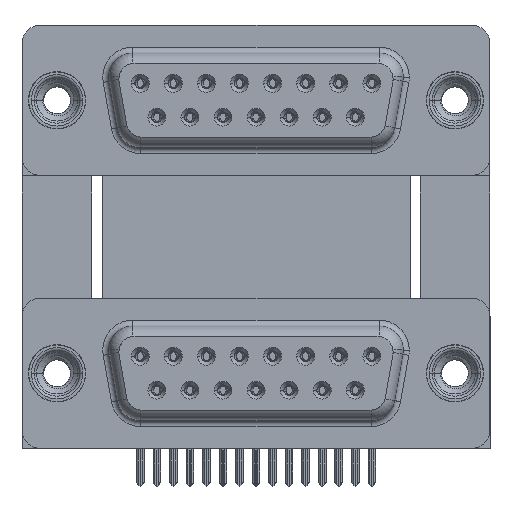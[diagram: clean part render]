
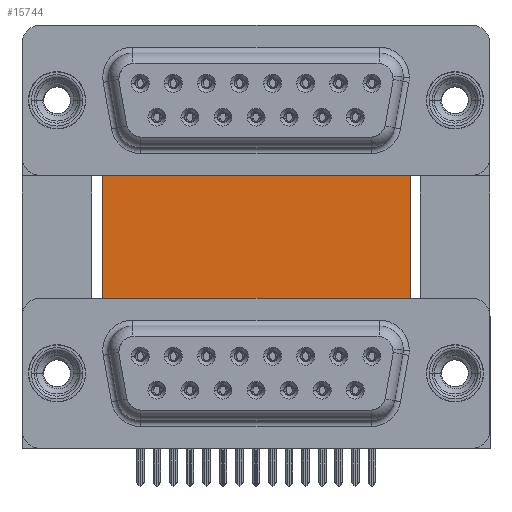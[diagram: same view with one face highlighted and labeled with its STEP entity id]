
A CAD part, top view. The second image highlights one B-rep face of the part: STEP entity #15744.
In plain terms, the highlighted planar face has unit normal (0, 0, 1).
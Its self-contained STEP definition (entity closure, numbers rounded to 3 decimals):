
#1563 = ORIENTED_EDGE ( 'NONE', *, *, #40211, .T. ) ;
#2237 = VERTEX_POINT ( 'NONE', #34025 ) ;
#2770 = CARTESIAN_POINT ( 'NONE',  ( 3.79, -3.735, -12. ) ) ;
#4115 = CARTESIAN_POINT ( 'NONE',  ( 3.79, 16.585, -12. ) ) ;
#4932 = CARTESIAN_POINT ( 'NONE',  ( 3.79, -3.735, -12. ) ) ;
#8246 = CARTESIAN_POINT ( 'NONE',  ( 3.79, 16.585, -12. ) ) ;
#9030 = VECTOR ( 'NONE', #18562, 1000. ) ;
#13237 = LINE ( 'NONE', #4932, #15430 ) ;
#15176 = VECTOR ( 'NONE', #15405, 1000. ) ;
#15405 = DIRECTION ( 'NONE',  ( 0., -1., 0. ) ) ;
#15430 = VECTOR ( 'NONE', #36551, 1000. ) ;
#15744 = ADVANCED_FACE ( 'NONE', ( #27939 ), #26926, .F. ) ;
#18082 = VERTEX_POINT ( 'NONE', #48535 ) ;
#18562 = DIRECTION ( 'NONE',  ( 0., -1., 0. ) ) ;
#19612 = EDGE_CURVE ( 'NONE', #35962, #18082, #13237, .T. ) ;
#21355 = LINE ( 'NONE', #28861, #45565 ) ;
#22395 = ORIENTED_EDGE ( 'NONE', *, *, #19612, .T. ) ;
#23034 = DIRECTION ( 'NONE',  ( 0., 0., -1. ) ) ;
#23220 = CARTESIAN_POINT ( 'NONE',  ( 3.79, 16.585, -12. ) ) ;
#23374 = EDGE_LOOP ( 'NONE', ( #22395, #24463, #32989, #1563 ) ) ;
#24463 = ORIENTED_EDGE ( 'NONE', *, *, #49522, .F. ) ;
#26926 = PLANE ( 'NONE',  #36449 ) ;
#27854 = CARTESIAN_POINT ( 'NONE',  ( 29.58, 16.585, -12. ) ) ;
#27939 = FACE_OUTER_BOUND ( 'NONE', #23374, .T. ) ;
#28861 = CARTESIAN_POINT ( 'NONE',  ( 3.79, 16.585, -12. ) ) ;
#32989 = ORIENTED_EDGE ( 'NONE', *, *, #42418, .F. ) ;
#34025 = CARTESIAN_POINT ( 'NONE',  ( 29.58, 16.585, -12. ) ) ;
#35122 = LINE ( 'NONE', #23220, #9030 ) ;
#35962 = VERTEX_POINT ( 'NONE', #2770 ) ;
#36449 = AXIS2_PLACEMENT_3D ( 'NONE', #8246, #23034, #48667 ) ;
#36551 = DIRECTION ( 'NONE',  ( 1., 0., 0. ) ) ;
#37493 = VERTEX_POINT ( 'NONE', #4115 ) ;
#37642 = DIRECTION ( 'NONE',  ( 1., 0., 0. ) ) ;
#40211 = EDGE_CURVE ( 'NONE', #37493, #35962, #35122, .T. ) ;
#42418 = EDGE_CURVE ( 'NONE', #37493, #2237, #21355, .T. ) ;
#45565 = VECTOR ( 'NONE', #37642, 1000. ) ;
#48535 = CARTESIAN_POINT ( 'NONE',  ( 29.58, -3.735, -12. ) ) ;
#48667 = DIRECTION ( 'NONE',  ( -1., 0., 0. ) ) ;
#49522 = EDGE_CURVE ( 'NONE', #2237, #18082, #51184, .T. ) ;
#51184 = LINE ( 'NONE', #27854, #15176 ) ;
